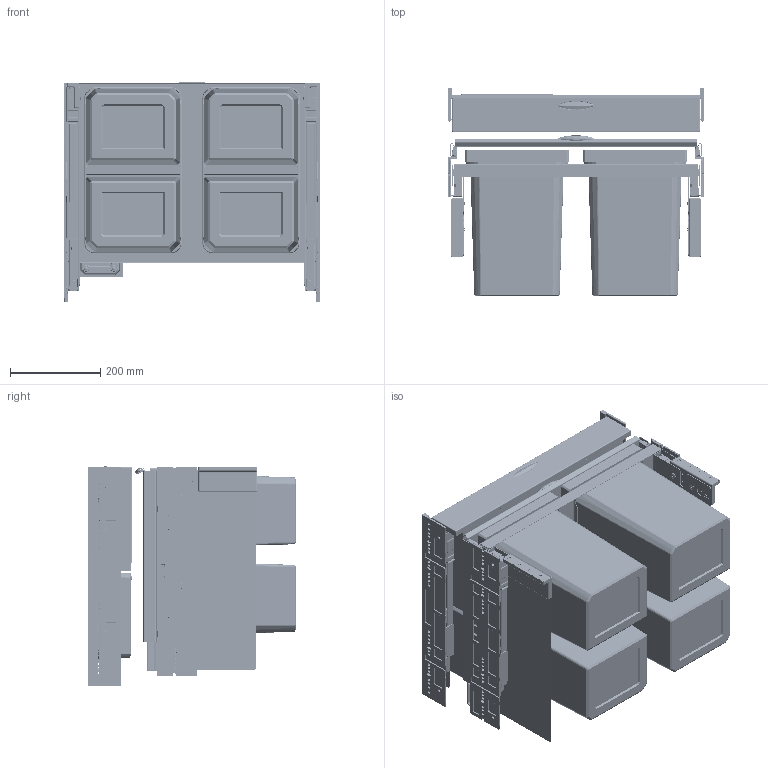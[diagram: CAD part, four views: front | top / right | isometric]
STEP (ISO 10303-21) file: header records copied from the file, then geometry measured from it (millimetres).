
FILE_DESCRIPTION(('STEP AP214'),'1');
FILE_NAME('8012376_V Cox Base 360 S_600-4 mit Base Board.STP','2024-08-13T09:14:24',(' '),(' '),'Spatial InterOp 3D',' ',' ');
FILE_SCHEMA(('AUTOMOTIVE_DESIGN { 1 0 10303 214 1 1 1 1 }'));
Length unit declared in the file: millimetre
Products named in the file (1): 3D-Objekt
Bounding box: 568 x 460.51 x 487.05 mm (x, y, z)
Volume: 6246668.9 mm3; surface area: 5563712.3 mm2
Topology: 56 solids, 58 shells, 8275 faces, 21340 edges, 13288 vertices
Faces by surface type: plane 3502, cylinder 2548, torus 1038, cone 738, bspline 271, sphere 146, extrusion 32
Entity records: 370095 total; most frequent: CARTESIAN_POINT 58063, DIRECTION 44118, ORIENTED_EDGE 42496, EDGE_CURVE 21248, STYLED_ITEM 20099, PRESENTATION_STYLE_ASSIGNMENT 20099, COLOUR_RGB 20099, CURVE_STYLE 18187
